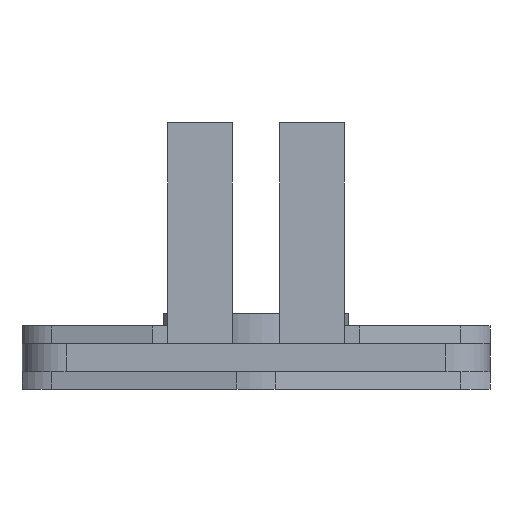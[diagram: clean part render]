
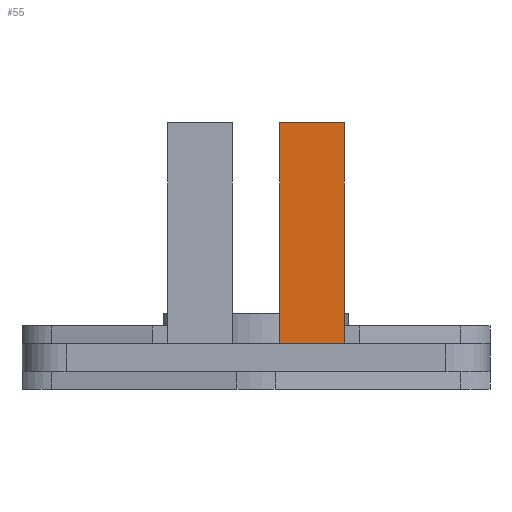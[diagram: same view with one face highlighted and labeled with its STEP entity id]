
A CAD part, front view. The second image highlights one B-rep face of the part: STEP entity #55.
In plain terms, the highlighted planar face has unit normal (0, -1, 0).
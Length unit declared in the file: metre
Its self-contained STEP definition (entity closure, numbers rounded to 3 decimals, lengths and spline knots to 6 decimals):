
#55 = ADVANCED_FACE( '', ( #104 ), #105, .F. );
#104 = FACE_OUTER_BOUND( '', #154, .T. );
#105 = PLANE( '', #155 );
#154 = EDGE_LOOP( '', ( #303, #304, #305, #306 ) );
#155 = AXIS2_PLACEMENT_3D( '', #307, #308, #309 );
#303 = ORIENTED_EDGE( '', *, *, #669, .T. );
#304 = ORIENTED_EDGE( '', *, *, #670, .F. );
#305 = ORIENTED_EDGE( '', *, *, #671, .F. );
#306 = ORIENTED_EDGE( '', *, *, #672, .T. );
#307 = CARTESIAN_POINT( '', ( 0.00694, -0.0098, 0.02817 ) );
#308 = DIRECTION( '', ( 0., 1., 0. ) );
#309 = DIRECTION( '', ( 0., 0., 1. ) );
#669 = EDGE_CURVE( '', #1005, #1006, #1007, .T. );
#670 = EDGE_CURVE( '', #1008, #1006, #1009, .T. );
#671 = EDGE_CURVE( '', #1010, #1008, #1011, .T. );
#672 = EDGE_CURVE( '', #1010, #1005, #1012, .T. );
#1005 = VERTEX_POINT( '', #2065 );
#1006 = VERTEX_POINT( '', #2066 );
#1007 = LINE( '', #2067, #2068 );
#1008 = VERTEX_POINT( '', #2069 );
#1009 = LINE( '', #2070, #2071 );
#1010 = VERTEX_POINT( '', #2072 );
#1011 = LINE( '', #2073, #2074 );
#1012 = LINE( '', #2075, #2076 );
#2065 = CARTESIAN_POINT( '', ( 0.0027, -0.0098, 0.00317 ) );
#2066 = CARTESIAN_POINT( '', ( 0.01, -0.0098, 0.00317 ) );
#2067 = CARTESIAN_POINT( '', ( 0.00694, -0.0098, 0.00317 ) );
#2068 = VECTOR( '', #2424, 1. );
#2069 = CARTESIAN_POINT( '', ( 0.01, -0.0098, 0.02817 ) );
#2070 = CARTESIAN_POINT( '', ( 0.01, -0.0098, 0.02817 ) );
#2071 = VECTOR( '', #2425, 1. );
#2072 = CARTESIAN_POINT( '', ( 0.0027, -0.0098, 0.02817 ) );
#2073 = CARTESIAN_POINT( '', ( 0.00694, -0.0098, 0.02817 ) );
#2074 = VECTOR( '', #2426, 1. );
#2075 = CARTESIAN_POINT( '', ( 0.0027, -0.0098, 0.02817 ) );
#2076 = VECTOR( '', #2427, 1. );
#2424 = DIRECTION( '', ( 1., 0., 0. ) );
#2425 = DIRECTION( '', ( 0., 0., -1. ) );
#2426 = DIRECTION( '', ( 1., 0., 0. ) );
#2427 = DIRECTION( '', ( 0., 0., -1. ) );
